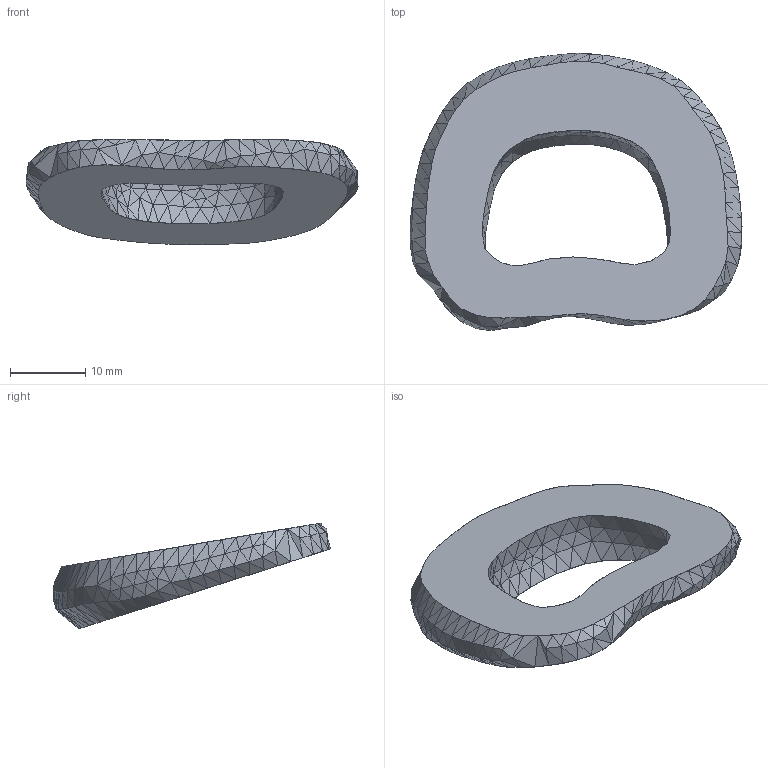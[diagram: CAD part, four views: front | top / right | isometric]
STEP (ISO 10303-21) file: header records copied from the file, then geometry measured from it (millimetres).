
FILE_DESCRIPTION(/* description */ (''),/* implementation_level */ '2;1');
FILE_NAME(/* name */ 'A3.step',/* time_stamp */ '2024-06-06T23:34:59-04:00',/* author */ (''),/* organization */ (''),/* preprocessor_version */ 'ST-DEVELOPER v20',/* originating_system */ 'Autodesk Translation Framework v13.14.0.145',/* authorisation */ '');
FILE_SCHEMA (('AUTOMOTIVE_DESIGN { 1 0 10303 214 3 1 1 }'));
Length unit declared in the file: millimetre
Products named in the file (1): A3
Bounding box: 44.22 x 36.92 x 14.03 mm (x, y, z)
Volume: 5564.2 mm3; surface area: 2995.4 mm2
Topology: 1 solids, 1 shells, 987 faces, 1973 edges, 988 vertices
Faces by surface type: plane 987
Entity records: 23728 total; most frequent: DIRECTION 3949, CARTESIAN_POINT 3949, ORIENTED_EDGE 3946, LINE 1973, VECTOR 1973, EDGE_CURVE 1973, EDGE_LOOP 989, VERTEX_POINT 988
